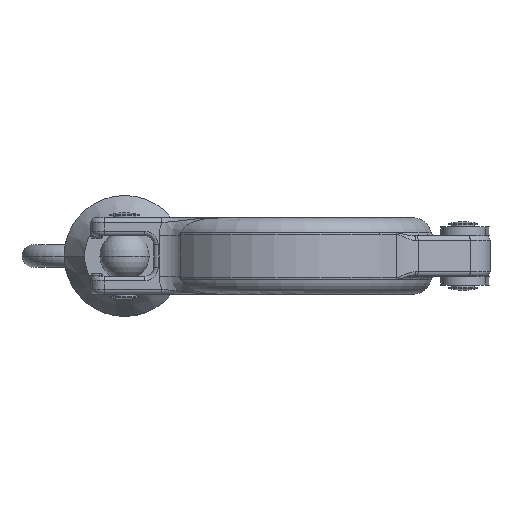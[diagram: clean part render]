
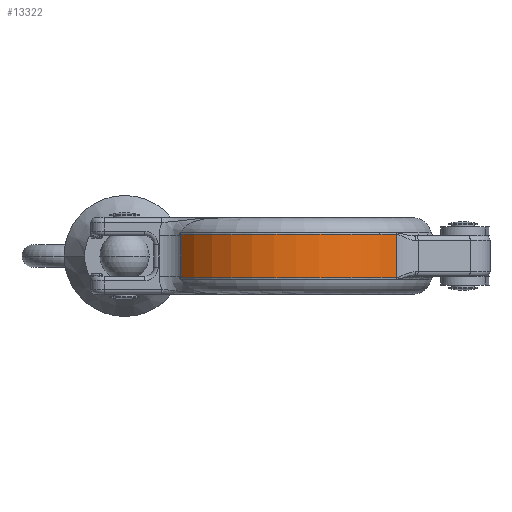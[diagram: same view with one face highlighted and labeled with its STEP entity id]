
A CAD part, front view. The second image highlights one B-rep face of the part: STEP entity #13322.
In plain terms, the highlighted cylindrical face has radius 31.1 mm (diameter 62.2 mm), a partial arc.
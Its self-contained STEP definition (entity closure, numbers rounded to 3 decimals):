
#122 = AXIS2_PLACEMENT_3D ( 'NONE', #14532, #11907, #10748 ) ;
#195 = CARTESIAN_POINT ( 'NONE',  ( -25.273, -18.125, 4.872 ) ) ;
#212 = CARTESIAN_POINT ( 'NONE',  ( -25.042, -18.442, 8.5 ) ) ;
#441 = VERTEX_POINT ( 'NONE', #10110 ) ;
#1039 = ORIENTED_EDGE ( 'NONE', *, *, #3891, .T. ) ;
#1204 = CARTESIAN_POINT ( 'NONE',  ( -25.273, -18.125, 4.872 ) ) ;
#1245 = ORIENTED_EDGE ( 'NONE', *, *, #6608, .T. ) ;
#1250 = VECTOR ( 'NONE', #2948, 1000. ) ;
#1882 = CARTESIAN_POINT ( 'NONE',  ( 0., 0., 8.5 ) ) ;
#1939 = CARTESIAN_POINT ( 'NONE',  ( 23.068, -20.859, 8.5 ) ) ;
#1949 = ORIENTED_EDGE ( 'NONE', *, *, #14936, .T. ) ;
#2214 = B_SPLINE_CURVE_WITH_KNOTS ( 'NONE', 3,
 ( #3186, #11232, #12614, #6586 ),
 .UNSPECIFIED., .F., .F.,
 ( 4, 4 ),
 ( 0., 0.001 ),
 .UNSPECIFIED. ) ;
#2449 = EDGE_CURVE ( 'NONE', #12611, #2732, #12359, .T. ) ;
#2538 = VECTOR ( 'NONE', #9580, 1000. ) ;
#2732 = VERTEX_POINT ( 'NONE', #195 ) ;
#2948 = DIRECTION ( 'NONE',  ( 0., 0., 1. ) ) ;
#3186 = CARTESIAN_POINT ( 'NONE',  ( -25.273, -18.125, -4.872 ) ) ;
#3216 = EDGE_CURVE ( 'NONE', #12067, #7667, #2214, .T. ) ;
#3891 = EDGE_CURVE ( 'NONE', #4879, #441, #8832, .T. ) ;
#4401 = CARTESIAN_POINT ( 'NONE',  ( -25.042, -18.442, 4.5 ) ) ;
#4879 = VERTEX_POINT ( 'NONE', #8409 ) ;
#5334 = CIRCLE ( 'NONE', #12245, 31.1 ) ;
#5428 = CARTESIAN_POINT ( 'NONE',  ( -25.273, -18.125, -4.872 ) ) ;
#5594 = DIRECTION ( 'NONE',  ( -1., 0., 0. ) ) ;
#6383 = CARTESIAN_POINT ( 'NONE',  ( -25.042, -18.442, -4.5 ) ) ;
#6514 = AXIS2_PLACEMENT_3D ( 'NONE', #1882, #15100, #5594 ) ;
#6586 = CARTESIAN_POINT ( 'NONE',  ( -25.042, -18.442, -4.5 ) ) ;
#6608 = EDGE_CURVE ( 'NONE', #12611, #7667, #10575, .T. ) ;
#7667 = VERTEX_POINT ( 'NONE', #6383 ) ;
#8409 = CARTESIAN_POINT ( 'NONE',  ( 23.068, -20.859, -4.872 ) ) ;
#8450 = CARTESIAN_POINT ( 'NONE',  ( -25.042, -18.442, 4.5 ) ) ;
#8525 = CARTESIAN_POINT ( 'NONE',  ( -25.122, -18.334, 4.62 ) ) ;
#8832 = LINE ( 'NONE', #1939, #1250 ) ;
#9383 = ORIENTED_EDGE ( 'NONE', *, *, #3216, .F. ) ;
#9529 = DIRECTION ( 'NONE',  ( 1., 0., 0. ) ) ;
#9561 = ORIENTED_EDGE ( 'NONE', *, *, #2449, .F. ) ;
#9580 = DIRECTION ( 'NONE',  ( 0., 0., -1. ) ) ;
#10091 = FACE_OUTER_BOUND ( 'NONE', #13174, .T. ) ;
#10110 = CARTESIAN_POINT ( 'NONE',  ( 23.068, -20.859, 4.872 ) ) ;
#10485 = CIRCLE ( 'NONE', #122, 31.1 ) ;
#10575 = LINE ( 'NONE', #212, #2538 ) ;
#10748 = DIRECTION ( 'NONE',  ( -1., 0., 0. ) ) ;
#11232 = CARTESIAN_POINT ( 'NONE',  ( -25.199, -18.228, -4.744 ) ) ;
#11764 = CARTESIAN_POINT ( 'NONE',  ( 0., 0., 4.872 ) ) ;
#11827 = ORIENTED_EDGE ( 'NONE', *, *, #13384, .T. ) ;
#11907 = DIRECTION ( 'NONE',  ( 0., 0., 1. ) ) ;
#12067 = VERTEX_POINT ( 'NONE', #5428 ) ;
#12245 = AXIS2_PLACEMENT_3D ( 'NONE', #11764, #12836, #9529 ) ;
#12359 = B_SPLINE_CURVE_WITH_KNOTS ( 'NONE', 3,
 ( #8450, #8525, #13005, #1204 ),
 .UNSPECIFIED., .F., .F.,
 ( 4, 4 ),
 ( 0., 0.001 ),
 .UNSPECIFIED. ) ;
#12546 = CYLINDRICAL_SURFACE ( 'NONE', #6514, 31.1 ) ;
#12611 = VERTEX_POINT ( 'NONE', #4401 ) ;
#12614 = CARTESIAN_POINT ( 'NONE',  ( -25.122, -18.334, -4.62 ) ) ;
#12836 = DIRECTION ( 'NONE',  ( 0., 0., -1. ) ) ;
#13005 = CARTESIAN_POINT ( 'NONE',  ( -25.199, -18.228, 4.744 ) ) ;
#13174 = EDGE_LOOP ( 'NONE', ( #1039, #1949, #9561, #1245, #9383, #11827 ) ) ;
#13322 = ADVANCED_FACE ( 'NONE', ( #10091 ), #12546, .T. ) ;
#13384 = EDGE_CURVE ( 'NONE', #12067, #4879, #10485, .T. ) ;
#14532 = CARTESIAN_POINT ( 'NONE',  ( 0., 0., -4.872 ) ) ;
#14936 = EDGE_CURVE ( 'NONE', #441, #2732, #5334, .T. ) ;
#15100 = DIRECTION ( 'NONE',  ( 0., 0., -1. ) ) ;
